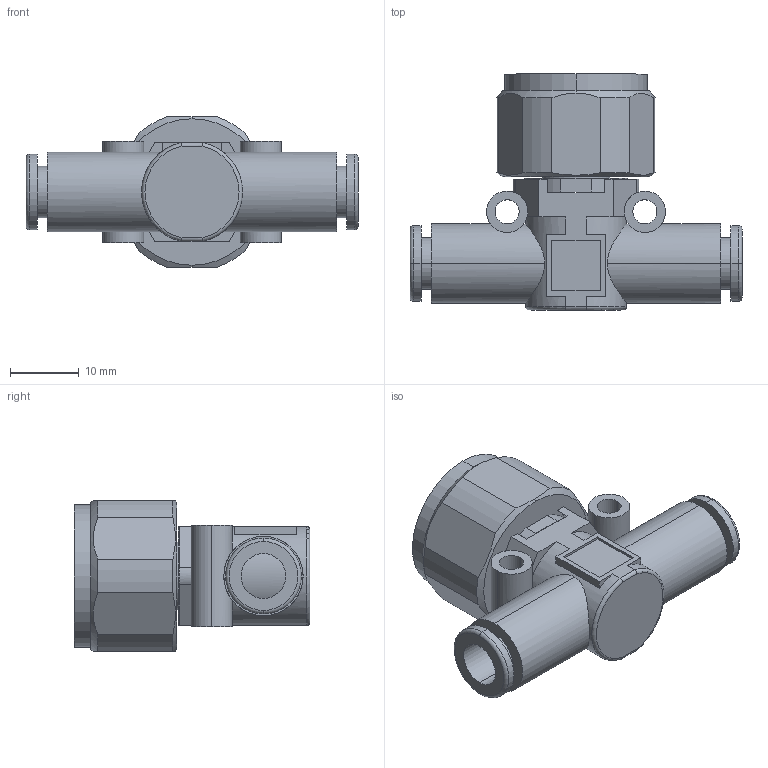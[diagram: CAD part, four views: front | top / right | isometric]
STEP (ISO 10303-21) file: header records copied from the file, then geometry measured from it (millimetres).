
FILE_DESCRIPTION (( 'STEP AP203' ), '1' );
FILE_NAME ('PGU14.step', '2016-02-15T19:54:22', ( '' ), ( '' ), 'SwSTEP 2.0', 'SolidWorks 2015', '' );
FILE_SCHEMA (( 'CONFIG_CONTROL_DESIGN' ));
Length unit declared in the file: millimetre
Products named in the file (1): PGU14
Bounding box: 48.2 x 34.25 x 21.9 mm (x, y, z)
Volume: 10327.3 mm3; surface area: 9157.8 mm2
Topology: 67 solids, 67 shells, 611 faces, 1385 edges, 922 vertices
Faces by surface type: plane 429, bspline 105, cylinder 67, torus 6, cone 4
Entity records: 23224 total; most frequent: CARTESIAN_POINT 10106, ORIENTED_EDGE 2770, DIRECTION 2281, EDGE_CURVE 1385, LINE 995, VECTOR 995, VERTEX_POINT 922, EDGE_LOOP 655
